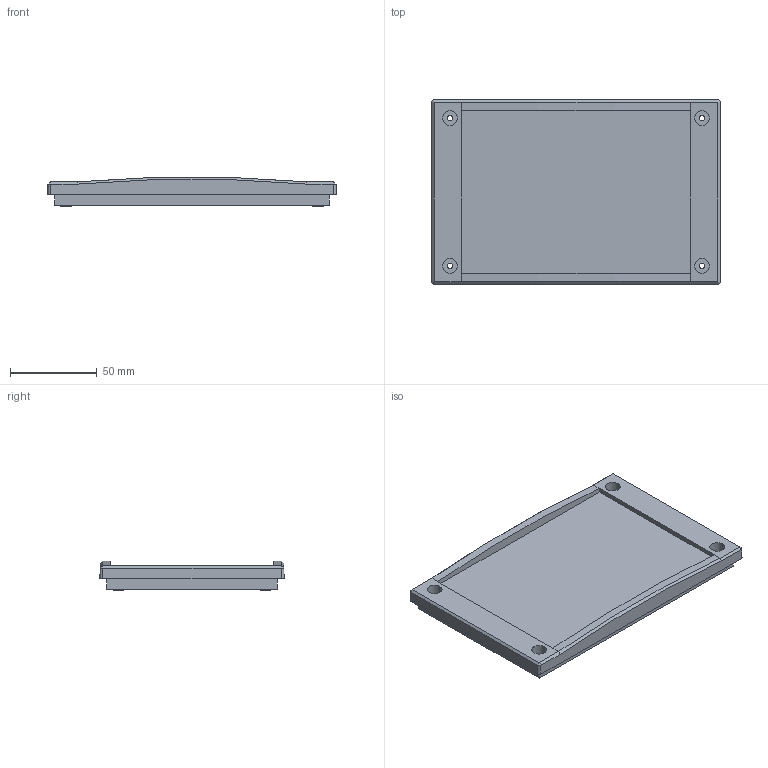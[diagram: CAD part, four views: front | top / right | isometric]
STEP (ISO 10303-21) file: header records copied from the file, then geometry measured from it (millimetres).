
FILE_DESCRIPTION (( 'STEP AP214' ), '1' );
FILE_NAME ('FIBOX_CM1716-3FC.STEP', '2024-03-21T06:01:28', ( 'fiboxadmin' ), ( '' ), 'SwSTEP 2.0', 'SolidWorks 2023', '' );
FILE_SCHEMA (( 'AUTOMOTIVE_DESIGN' ));
Length unit declared in the file: millimetre
Products named in the file (1): FIBOX_CM1716-3FC
Bounding box: 166 x 106 x 16.82 mm (x, y, z)
Volume: 82408 mm3; surface area: 50577.5 mm2
Topology: 1 solids, 1 shells, 144 faces, 336 edges, 218 vertices
Faces by surface type: plane 70, cylinder 68, bspline 6
Entity records: 4245 total; most frequent: CARTESIAN_POINT 865, DIRECTION 714, ORIENTED_EDGE 672, EDGE_CURVE 336, AXIS2_PLACEMENT_3D 271, VERTEX_POINT 218, EDGE_LOOP 176, VECTOR 172
